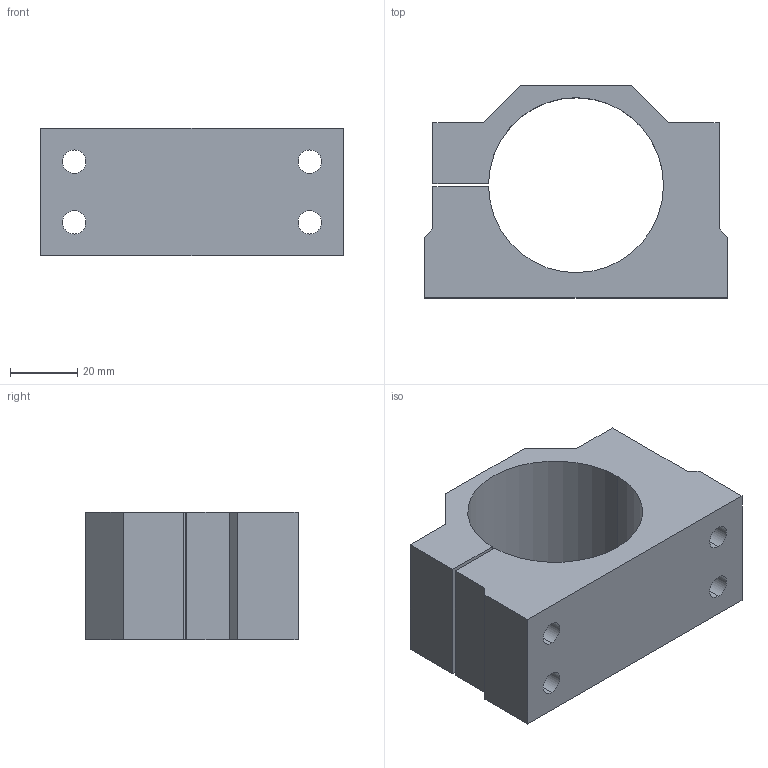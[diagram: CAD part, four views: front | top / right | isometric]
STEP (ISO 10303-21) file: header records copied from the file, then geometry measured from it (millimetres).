
FILE_DESCRIPTION (( 'STEP AP214' ), '1' );
FILE_NAME ('Spindle 52mm mount bracket.STEP', '2016-05-09T20:09:45', ( '' ), ( '' ), 'SwSTEP 2.0', 'SolidWorks 2015', '' );
FILE_SCHEMA (( 'AUTOMOTIVE_DESIGN' ));
Length unit declared in the file: millimetre
Products named in the file (1): Spindle 52mm mount bracket
Bounding box: 90 x 63.01 x 38 mm (x, y, z)
Volume: 100739.4 mm3; surface area: 28166.8 mm2
Topology: 1 solids, 1 shells, 39 faces, 103 edges, 66 vertices
Faces by surface type: plane 17, cylinder 14, cone 8
Entity records: 1267 total; most frequent: DIRECTION 219, CARTESIAN_POINT 209, ORIENTED_EDGE 206, EDGE_CURVE 103, AXIS2_PLACEMENT_3D 76, VECTOR 67, LINE 67, VERTEX_POINT 66
